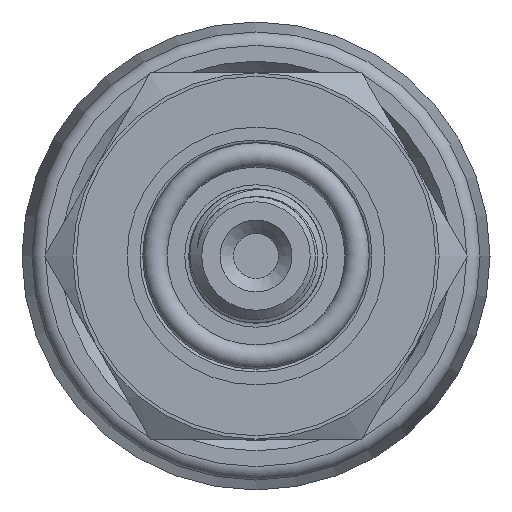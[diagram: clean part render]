
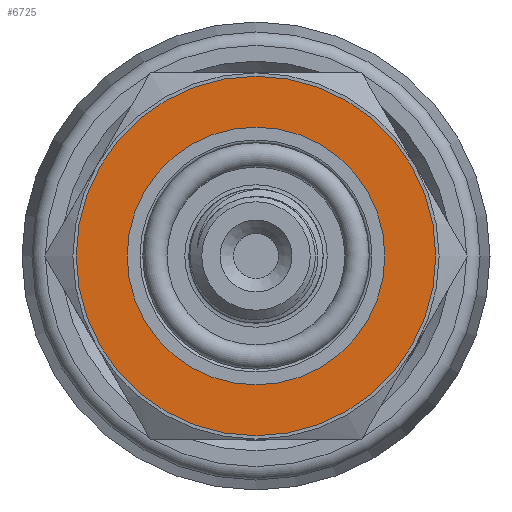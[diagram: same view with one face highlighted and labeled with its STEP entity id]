
A CAD part, left-side view. The second image highlights one B-rep face of the part: STEP entity #6725.
In plain terms, the highlighted planar face has unit normal (-1, 0, 0).
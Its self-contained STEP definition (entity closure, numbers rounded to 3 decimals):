
#358=PLANE('',#6978);
#394=FACE_BOUND('',#1201,.T.);
#789=FACE_OUTER_BOUND('',#1200,.T.);
#1200=EDGE_LOOP('',(#6102));
#1201=EDGE_LOOP('',(#6103));
#1304=CIRCLE('',#6956,13.25);
#1315=CIRCLE('',#6977,9.5);
#3178=VERTEX_POINT('',#16393);
#3191=VERTEX_POINT('',#18024);
#4147=EDGE_CURVE('',#3178,#3178,#1304,.T.);
#4174=EDGE_CURVE('',#3191,#3191,#1315,.T.);
#6102=ORIENTED_EDGE('',*,*,#4147,.T.);
#6103=ORIENTED_EDGE('',*,*,#4174,.T.);
#6725=ADVANCED_FACE('',(#789,#394),#358,.T.);
#6956=AXIS2_PLACEMENT_3D('',#16394,#7645,#7646);
#6977=AXIS2_PLACEMENT_3D('',#18025,#7690,#7691);
#6978=AXIS2_PLACEMENT_3D('',#18027,#7693,#7694);
#7645=DIRECTION('center_axis',(-1.,0.,0.));
#7646=DIRECTION('ref_axis',(0.,1.,0.));
#7690=DIRECTION('center_axis',(1.,0.,0.));
#7691=DIRECTION('ref_axis',(0.,0.,-1.));
#7693=DIRECTION('center_axis',(-1.,0.,0.));
#7694=DIRECTION('ref_axis',(0.,0.,1.));
#16393=CARTESIAN_POINT('',(-48.,-13.25,0.));
#16394=CARTESIAN_POINT('Origin',(-48.,0.,0.));
#18024=CARTESIAN_POINT('',(-48.,-9.5,0.));
#18025=CARTESIAN_POINT('Origin',(-48.,0.,0.));
#18027=CARTESIAN_POINT('Origin',(-48.,13.5,0.));
